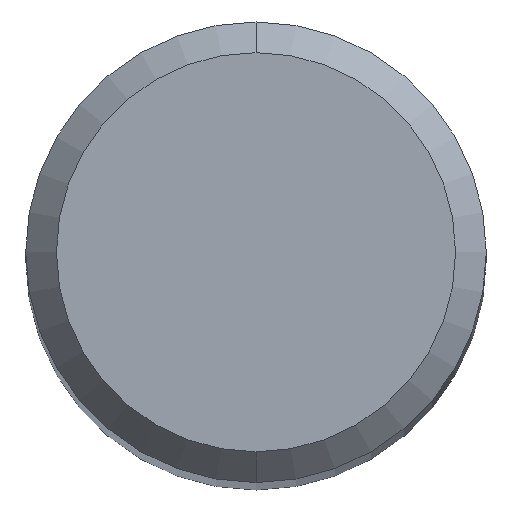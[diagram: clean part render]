
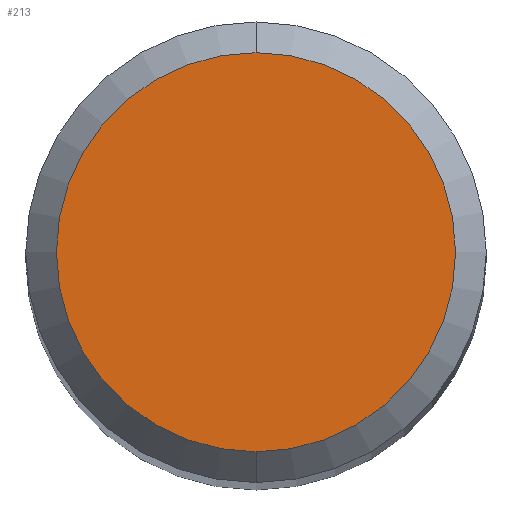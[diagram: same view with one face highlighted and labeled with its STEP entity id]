
A CAD part, top view. The second image highlights one B-rep face of the part: STEP entity #213.
In plain terms, the highlighted planar face has unit normal (0, 0, 1).
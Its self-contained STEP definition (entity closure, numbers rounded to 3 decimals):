
#115=VERTEX_POINT('',#258);
#157=VERTEX_POINT('',#305);
#159=EDGE_CURVE('',#115,#157,#307,.T.);
#193=EDGE_CURVE('',#157,#115,#348,.T.);
#213=ADVANCED_FACE('',(#370),#371,.T.);
#258=CARTESIAN_POINT('',(0.,-2.6,0.0));
#305=CARTESIAN_POINT('',(0.0,2.6,0.0));
#307=CIRCLE('',#484,2.6);
#348=CIRCLE('',#530,2.6);
#370=FACE_OUTER_BOUND('',#557,.T.);
#371=PLANE('',#558);
#484=AXIS2_PLACEMENT_3D('',#643,#644,#645);
#530=AXIS2_PLACEMENT_3D('',#706,#707,#708);
#557=EDGE_LOOP('',(#735,#736));
#558=AXIS2_PLACEMENT_3D('',#737,#738,#739);
#643=CARTESIAN_POINT('',(0.0,0.0,0.0));
#644=DIRECTION('',(0.0,0.0,-1.0));
#645=DIRECTION('',(0.0,1.0,0.0));
#706=CARTESIAN_POINT('',(0.0,0.0,0.0));
#707=DIRECTION('',(0.0,0.0,-1.0));
#708=DIRECTION('',(0.0,1.0,0.0));
#735=ORIENTED_EDGE('',*,*,#193,.F.);
#736=ORIENTED_EDGE('',*,*,#159,.F.);
#737=CARTESIAN_POINT('',(0.0,1.3,0.0));
#738=DIRECTION('',(-0.0,0.0,1.0));
#739=DIRECTION('',(0.0,-1.0,0.0));
